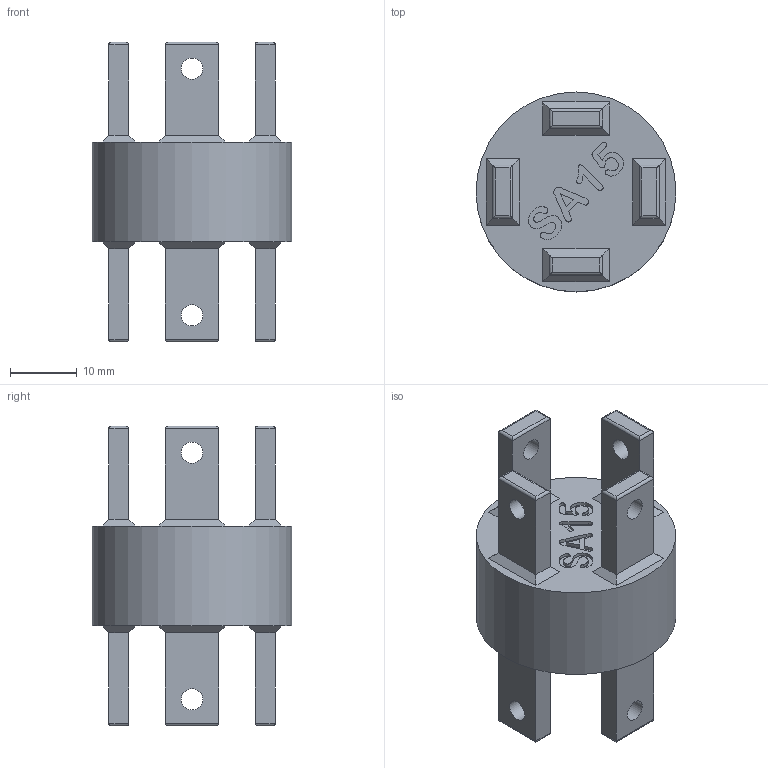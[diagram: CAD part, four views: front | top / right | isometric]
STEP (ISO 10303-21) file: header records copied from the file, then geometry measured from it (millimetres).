
FILE_DESCRIPTION(('HOOPS Exchange Step'),'2;1');
FILE_NAME('temp_export','2025-01-14T16:08:42+10:00',('mobile'),('Shapr3D Limited'),'HOOPS Exchange 2024.6','Shapr3D','Authorized');
FILE_SCHEMA( ('AP242_MANAGED_MODEL_BASED_3D_ENGINEERING_MIM_LF {1 0 10303 442 1 1 4 }') );
Length unit declared in the file: millimetre
Products named in the file (2): Shaft Adapter A.step; root
Assembly tree (1 placements, depth 2):
  root
    Shaft Adapter A.step
Bounding box: 30 x 30 x 45 mm (x, y, z)
Volume: 13346 mm3; surface area: 5546.6 mm2
Topology: 1 solids, 1 shells, 185 faces, 449 edges, 284 vertices
Faces by surface type: plane 112, cylinder 41, bspline 32
Full cylindrical faces by diameter (mm): 3.2 x8, 30 x1
Entity records: 6996 total; most frequent: CARTESIAN_POINT 2746, ORIENTED_EDGE 898, DIRECTION 767, EDGE_CURVE 449, VECTOR 317, LINE 317, VERTEX_POINT 284, AXIS2_PLACEMENT_3D 225
